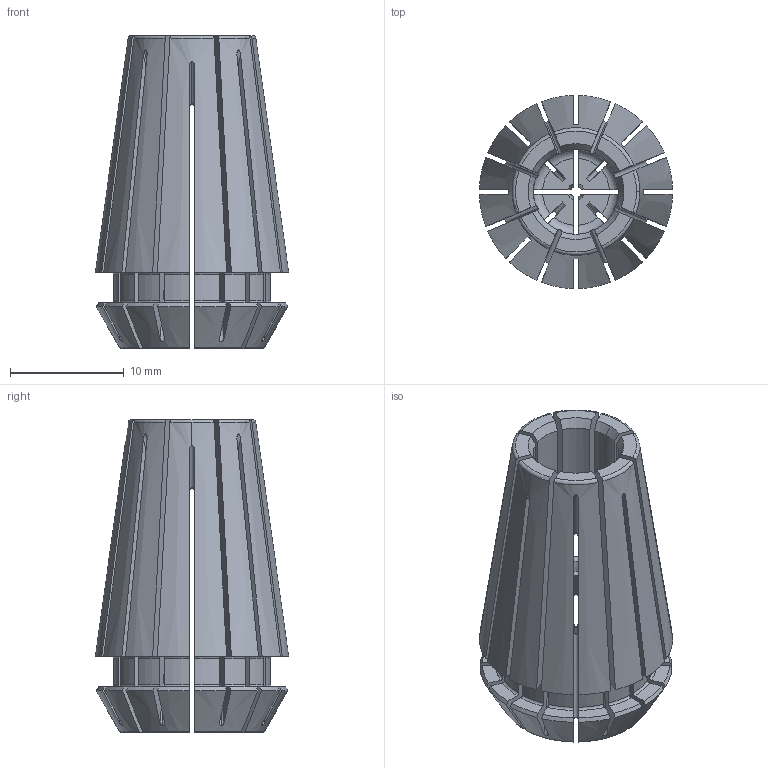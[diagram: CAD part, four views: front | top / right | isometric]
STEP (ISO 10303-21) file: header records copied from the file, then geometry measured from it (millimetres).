
FILE_DESCRIPTION(/* description */ ('Alibre Inc.'),/* implementation_level */ '2;1');
FILE_NAME(/* name */ 'export-F14A8E87-3880-4914-9841-23D1224A71B0',/* time_stamp */ '2023-01-21T17:15:58+01:00',/* author */ (''),/* organization */ (''),/* preprocessor_version */ 'ST-DEVELOPER v17',/* originating_system */ 'Alibre',/* authorisation */ '');
FILE_SCHEMA (('AUTOMOTIVE_DESIGN'));
Length unit declared in the file: millimetre
Products named in the file (1): NOCUT
Bounding box: 16.99 x 16.99 x 27.5 mm (x, y, z)
Volume: 3101 mm3; surface area: 4796 mm2
Topology: 1 solids, 1 shells, 262 faces, 830 edges, 552 vertices
Faces by surface type: plane 84, torus 65, cylinder 63, cone 50
Entity records: 9511 total; most frequent: CARTESIAN_POINT 2726, ORIENTED_EDGE 1660, DIRECTION 1102, EDGE_CURVE 830, VERTEX_POINT 552, AXIS2_PLACEMENT_3D 489, B_SPLINE_CURVE_WITH_KNOTS 308, VECTOR 273
